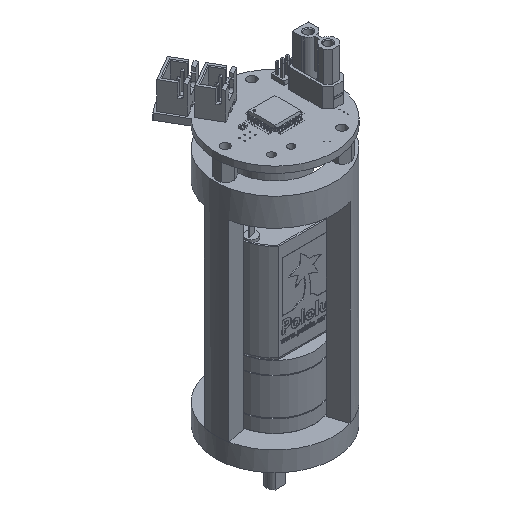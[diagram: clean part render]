
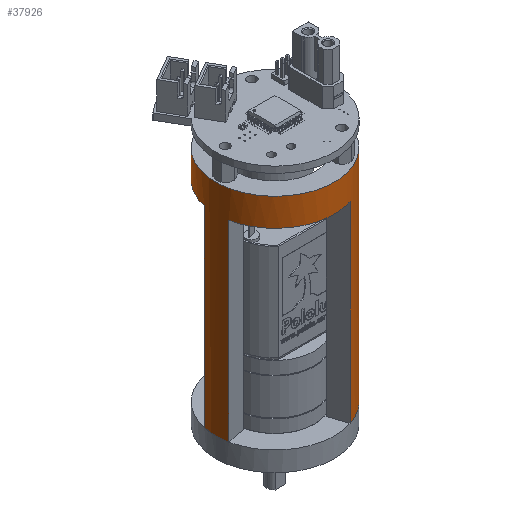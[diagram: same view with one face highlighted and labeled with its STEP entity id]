
A CAD part, isometric view. The second image highlights one B-rep face of the part: STEP entity #37926.
In plain terms, the highlighted cylindrical face has radius 15.012 mm (diameter 30.024 mm), a full revolution.
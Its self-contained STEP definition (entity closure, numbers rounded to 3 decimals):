
#5729=FACE_OUTER_BOUND('',#7854,.T.);
#7854=EDGE_LOOP('',(#33815,#33816,#33817,#33818,#33819,#33820,#33821,#33822,
#33823,#33824,#33825,#33826,#33827,#33828,#33829,#33830));
#11676=LINE('',#60489,#15668);
#11684=LINE('',#60505,#15676);
#11689=LINE('',#60532,#15681);
#11691=LINE('',#60537,#15683);
#11697=LINE('',#60554,#15689);
#11698=LINE('',#60556,#15690);
#11702=LINE('',#60571,#15694);
#15668=VECTOR('',#49561,10.);
#15676=VECTOR('',#49571,10.);
#15681=VECTOR('',#49604,10.);
#15683=VECTOR('',#49608,10.);
#15689=VECTOR('',#49626,10.);
#15690=VECTOR('',#49629,10.);
#15694=VECTOR('',#49647,15.012);
#17027=CIRCLE('',#40955,15.012);
#17029=CIRCLE('',#40958,15.012);
#17032=CIRCLE('',#40965,15.012);
#17035=CIRCLE('',#40969,15.012);
#17036=CIRCLE('',#40970,15.012);
#17037=CIRCLE('',#40972,15.012);
#17041=CIRCLE('',#40980,15.012);
#17048=CIRCLE('',#40992,15.012);
#19789=VERTEX_POINT('',#60467);
#19790=VERTEX_POINT('',#60469);
#19793=VERTEX_POINT('',#60476);
#19794=VERTEX_POINT('',#60478);
#19796=VERTEX_POINT('',#60485);
#19798=VERTEX_POINT('',#60488);
#19802=VERTEX_POINT('',#60497);
#19805=VERTEX_POINT('',#60503);
#19808=VERTEX_POINT('',#60514);
#19809=VERTEX_POINT('',#60516);
#19810=VERTEX_POINT('',#60520);
#19814=VERTEX_POINT('',#60534);
#19818=VERTEX_POINT('',#60544);
#19824=VERTEX_POINT('',#60570);
#24556=EDGE_CURVE('',#19789,#19790,#17027,.T.);
#24560=EDGE_CURVE('',#19793,#19794,#17029,.T.);
#24564=EDGE_CURVE('',#19796,#19798,#11676,.T.);
#24572=EDGE_CURVE('',#19802,#19805,#11684,.T.);
#24574=EDGE_CURVE('',#19798,#19805,#17032,.T.);
#24578=EDGE_CURVE('',#19808,#19809,#17035,.T.);
#24579=EDGE_CURVE('',#19809,#19796,#17036,.T.);
#24580=EDGE_CURVE('',#19802,#19810,#17037,.T.);
#24586=EDGE_CURVE('',#19808,#19790,#11689,.T.);
#24588=EDGE_CURVE('',#19814,#19789,#11691,.T.);
#24593=EDGE_CURVE('',#19818,#19814,#17041,.T.);
#24597=EDGE_CURVE('',#19818,#19794,#11697,.T.);
#24598=EDGE_CURVE('',#19810,#19793,#11698,.T.);
#24607=EDGE_CURVE('',#19809,#19824,#11702,.T.);
#24608=EDGE_CURVE('',#19824,#19824,#17048,.T.);
#33815=ORIENTED_EDGE('',*,*,#24593,.F.);
#33816=ORIENTED_EDGE('',*,*,#24597,.T.);
#33817=ORIENTED_EDGE('',*,*,#24560,.F.);
#33818=ORIENTED_EDGE('',*,*,#24598,.F.);
#33819=ORIENTED_EDGE('',*,*,#24580,.F.);
#33820=ORIENTED_EDGE('',*,*,#24572,.T.);
#33821=ORIENTED_EDGE('',*,*,#24574,.F.);
#33822=ORIENTED_EDGE('',*,*,#24564,.F.);
#33823=ORIENTED_EDGE('',*,*,#24579,.F.);
#33824=ORIENTED_EDGE('',*,*,#24607,.T.);
#33825=ORIENTED_EDGE('',*,*,#24608,.T.);
#33826=ORIENTED_EDGE('',*,*,#24607,.F.);
#33827=ORIENTED_EDGE('',*,*,#24578,.F.);
#33828=ORIENTED_EDGE('',*,*,#24586,.T.);
#33829=ORIENTED_EDGE('',*,*,#24556,.F.);
#33830=ORIENTED_EDGE('',*,*,#24588,.F.);
#36282=CYLINDRICAL_SURFACE('',#40991,15.012);
#37926=ADVANCED_FACE('',(#5729),#36282,.T.);
#40955=AXIS2_PLACEMENT_3D('',#60470,#49543,#49544);
#40958=AXIS2_PLACEMENT_3D('',#60479,#49551,#49552);
#40965=AXIS2_PLACEMENT_3D('',#60509,#49576,#49577);
#40969=AXIS2_PLACEMENT_3D('',#60517,#49585,#49586);
#40970=AXIS2_PLACEMENT_3D('',#60518,#49587,#49588);
#40972=AXIS2_PLACEMENT_3D('',#60521,#49591,#49592);
#40980=AXIS2_PLACEMENT_3D('',#60546,#49616,#49617);
#40991=AXIS2_PLACEMENT_3D('',#60569,#49645,#49646);
#40992=AXIS2_PLACEMENT_3D('',#60572,#49648,#49649);
#49543=DIRECTION('center_axis',(0.,0.,-1.));
#49544=DIRECTION('ref_axis',(1.,0.,0.));
#49551=DIRECTION('center_axis',(0.,0.,-1.));
#49552=DIRECTION('ref_axis',(1.,0.,0.));
#49561=DIRECTION('',(0.,0.,-1.));
#49571=DIRECTION('',(0.,0.,-1.));
#49576=DIRECTION('center_axis',(0.,0.,-1.));
#49577=DIRECTION('ref_axis',(1.,0.,0.));
#49585=DIRECTION('center_axis',(0.,0.,-1.));
#49586=DIRECTION('ref_axis',(-0.232,0.973,0.));
#49587=DIRECTION('center_axis',(0.,0.,-1.));
#49588=DIRECTION('ref_axis',(-0.232,0.973,0.));
#49591=DIRECTION('center_axis',(0.,0.,-1.));
#49592=DIRECTION('ref_axis',(-0.232,0.973,0.));
#49604=DIRECTION('',(0.,0.,-1.));
#49608=DIRECTION('',(0.,0.,-1.));
#49616=DIRECTION('center_axis',(0.,0.,-1.));
#49617=DIRECTION('ref_axis',(-0.232,0.973,0.));
#49626=DIRECTION('',(0.,0.,-1.));
#49629=DIRECTION('',(0.,0.,-1.));
#49645=DIRECTION('center_axis',(0.,0.,-1.));
#49646=DIRECTION('ref_axis',(-0.232,0.973,0.));
#49647=DIRECTION('',(0.,0.,1.));
#49648=DIRECTION('center_axis',(0.,0.,-1.));
#49649=DIRECTION('ref_axis',(-0.232,0.973,0.));
#60467=CARTESIAN_POINT('',(103.632,-83.919,-135.55));
#60469=CARTESIAN_POINT('',(98.204,-87.104,-135.55));
#60470=CARTESIAN_POINT('Origin',(93.49,-72.851,-135.55));
#60476=CARTESIAN_POINT('',(97.071,-58.272,-135.55));
#60478=CARTESIAN_POINT('',(102.732,-61.021,-135.55));
#60479=CARTESIAN_POINT('Origin',(93.49,-72.851,-135.55));
#60485=CARTESIAN_POINT('',(78.784,-75.869,-87.));
#60488=CARTESIAN_POINT('',(78.784,-75.869,-135.55));
#60489=CARTESIAN_POINT('',(78.784,-75.869,-87.));
#60497=CARTESIAN_POINT('',(78.839,-69.576,-87.));
#60503=CARTESIAN_POINT('',(78.839,-69.576,-135.55));
#60505=CARTESIAN_POINT('',(78.839,-69.576,-87.));
#60509=CARTESIAN_POINT('Origin',(93.49,-72.851,-135.55));
#60514=CARTESIAN_POINT('',(98.204,-87.104,-87.));
#60516=CARTESIAN_POINT('',(96.98,-87.452,-87.));
#60517=CARTESIAN_POINT('Origin',(93.49,-72.851,-87.));
#60518=CARTESIAN_POINT('Origin',(93.49,-72.851,-87.));
#60520=CARTESIAN_POINT('',(97.071,-58.272,-87.));
#60521=CARTESIAN_POINT('Origin',(93.49,-72.851,-87.));
#60532=CARTESIAN_POINT('',(98.204,-87.104,-87.));
#60534=CARTESIAN_POINT('',(103.632,-83.919,-87.));
#60537=CARTESIAN_POINT('',(103.632,-83.919,-87.));
#60544=CARTESIAN_POINT('',(102.732,-61.021,-87.));
#60546=CARTESIAN_POINT('Origin',(93.49,-72.851,-87.));
#60554=CARTESIAN_POINT('',(102.732,-61.021,-87.));
#60556=CARTESIAN_POINT('',(97.071,-58.272,-87.));
#60569=CARTESIAN_POINT('Origin',(93.49,-72.851,-80.));
#60570=CARTESIAN_POINT('',(96.98,-87.452,-80.));
#60571=CARTESIAN_POINT('',(96.98,-87.452,-80.));
#60572=CARTESIAN_POINT('Origin',(93.49,-72.851,-80.));
